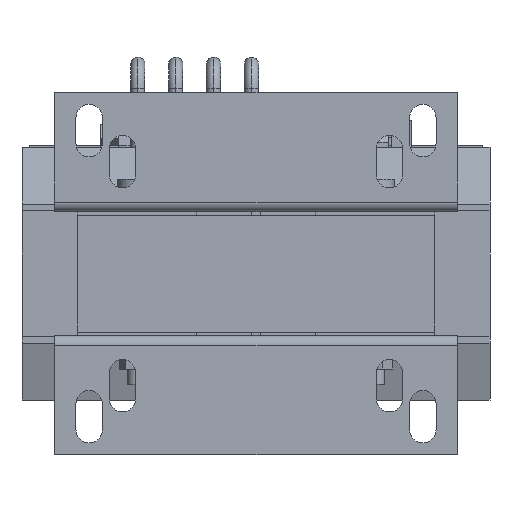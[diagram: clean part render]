
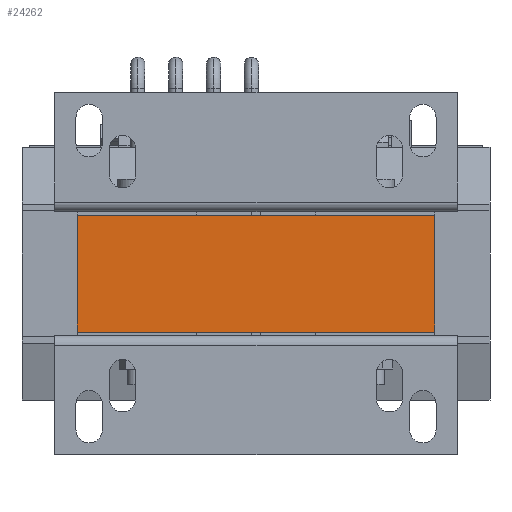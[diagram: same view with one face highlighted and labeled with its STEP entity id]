
A CAD part, front view. The second image highlights one B-rep face of the part: STEP entity #24262.
In plain terms, the highlighted planar face has unit normal (0, -1, 0).
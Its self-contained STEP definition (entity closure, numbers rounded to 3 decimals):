
#355 = CARTESIAN_POINT ( 'NONE',  ( 75., -125., -24.5 ) ) ;
#1326 = DIRECTION ( 'NONE',  ( 0., 1., 0. ) ) ;
#1414 = DIRECTION ( 'NONE',  ( 0., 0., 1. ) ) ;
#2032 = EDGE_CURVE ( 'NONE', #19189, #15993, #4083, .T. ) ;
#2513 = CARTESIAN_POINT ( 'NONE',  ( 75., -125., 24.5 ) ) ;
#2546 = ORIENTED_EDGE ( 'NONE', *, *, #3756, .F. ) ;
#2611 = DIRECTION ( 'NONE',  ( 1., 0., 0. ) ) ;
#2753 = PLANE ( 'NONE',  #24670 ) ;
#3756 = EDGE_CURVE ( 'NONE', #23506, #8979, #23361, .T. ) ;
#4083 = LINE ( 'NONE', #355, #15539 ) ;
#4210 = CARTESIAN_POINT ( 'NONE',  ( -75., -125., 24.5 ) ) ;
#5463 = ORIENTED_EDGE ( 'NONE', *, *, #17549, .T. ) ;
#5972 = CARTESIAN_POINT ( 'NONE',  ( 75., -125., 24.5 ) ) ;
#6879 = EDGE_CURVE ( 'NONE', #8979, #15993, #18790, .T. ) ;
#7143 = VECTOR ( 'NONE', #2611, 1000. ) ;
#8522 = CARTESIAN_POINT ( 'NONE',  ( 75., -125., -24.5 ) ) ;
#8979 = VERTEX_POINT ( 'NONE', #23385 ) ;
#10246 = EDGE_LOOP ( 'NONE', ( #24993, #13202, #2546, #5463 ) ) ;
#10535 = VECTOR ( 'NONE', #20103, 1000. ) ;
#11189 = CARTESIAN_POINT ( 'NONE',  ( -75., -125., -24.5 ) ) ;
#11822 = FACE_OUTER_BOUND ( 'NONE', #10246, .T. ) ;
#12331 = DIRECTION ( 'NONE',  ( 0., 0., -1. ) ) ;
#13202 = ORIENTED_EDGE ( 'NONE', *, *, #6879, .F. ) ;
#15539 = VECTOR ( 'NONE', #22812, 1000. ) ;
#15993 = VERTEX_POINT ( 'NONE', #8522 ) ;
#17549 = EDGE_CURVE ( 'NONE', #23506, #19189, #26130, .T. ) ;
#18790 = LINE ( 'NONE', #5972, #10535 ) ;
#19189 = VERTEX_POINT ( 'NONE', #11189 ) ;
#20103 = DIRECTION ( 'NONE',  ( 0., 0., -1. ) ) ;
#21556 = CARTESIAN_POINT ( 'NONE',  ( 75., -125., 24.5 ) ) ;
#22812 = DIRECTION ( 'NONE',  ( 1., 0., 0. ) ) ;
#23361 = LINE ( 'NONE', #2513, #7143 ) ;
#23385 = CARTESIAN_POINT ( 'NONE',  ( 75., -125., 24.5 ) ) ;
#23506 = VERTEX_POINT ( 'NONE', #4210 ) ;
#24262 = ADVANCED_FACE ( 'NONE', ( #11822 ), #2753, .F. ) ;
#24556 = CARTESIAN_POINT ( 'NONE',  ( -75., -125., 24.5 ) ) ;
#24670 = AXIS2_PLACEMENT_3D ( 'NONE', #21556, #1326, #1414 ) ;
#24865 = VECTOR ( 'NONE', #12331, 1000. ) ;
#24993 = ORIENTED_EDGE ( 'NONE', *, *, #2032, .T. ) ;
#26130 = LINE ( 'NONE', #24556, #24865 ) ;
